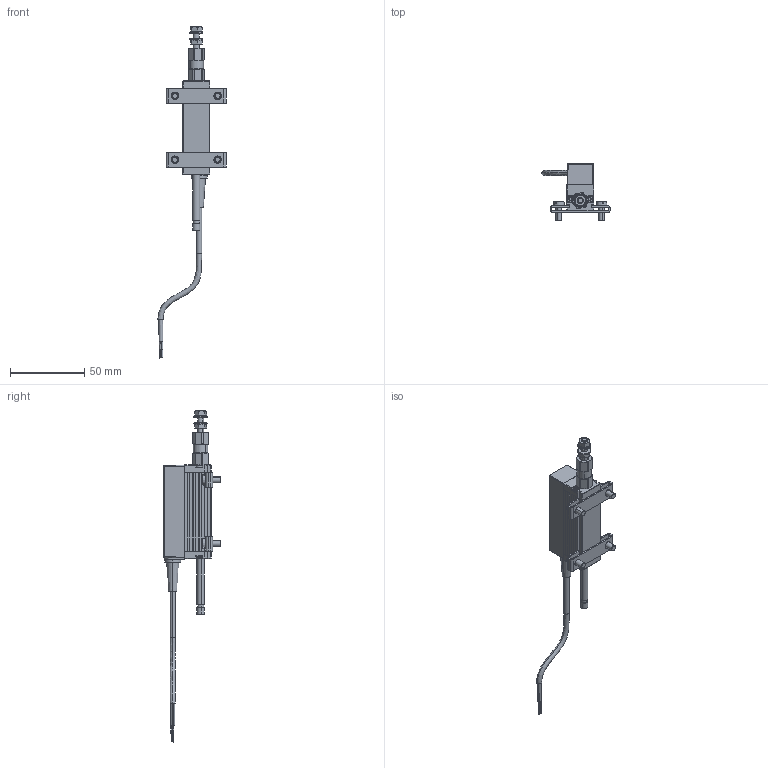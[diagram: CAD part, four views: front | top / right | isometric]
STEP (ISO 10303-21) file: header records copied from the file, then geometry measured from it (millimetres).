
FILE_DESCRIPTION (( 'STEP AP214' ), '1' );
FILE_NAME ('LS1-0025-001-cable-retract.step', '2012-06-15T06:39:37', ( 'dummy' ), ( '' ), 'SwSTEP 2.0', 'SolidWorks 2011', '' );
FILE_SCHEMA (( 'AUTOMOTIVE_DESIGN' ));
Length unit declared in the file: millimetre
Products named in the file (1): LS1-0025-001-cable-retract
Bounding box: 45.92 x 38.78 x 223.57 mm (x, y, z)
Surface area: 17788.6 mm2 (no closed solid volume)
Topology: 0 solids, 62 shells, 608 faces, 2532 edges, 1956 vertices
Faces by surface type: plane 291, cylinder 203, cone 80, torus 17, sphere 10, bspline 7
Entity records: 37846 total; most frequent: CARTESIAN_POINT 11318, DIRECTION 3989, ORIENTED_EDGE 3514, EDGE_CURVE 2526, VERTEX_POINT 1956, AXIS2_PLACEMENT_3D 1335, LINE 1319, VECTOR 1319
